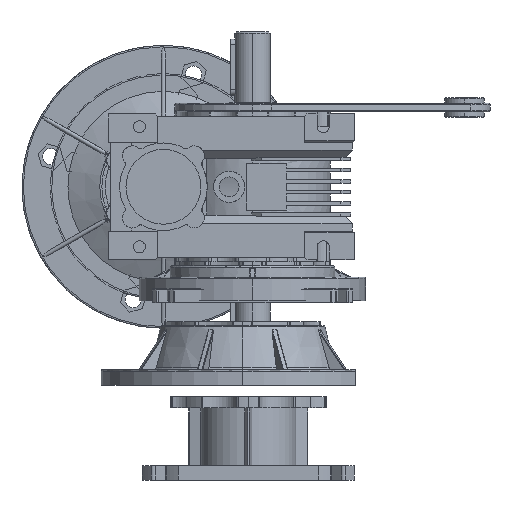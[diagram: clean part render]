
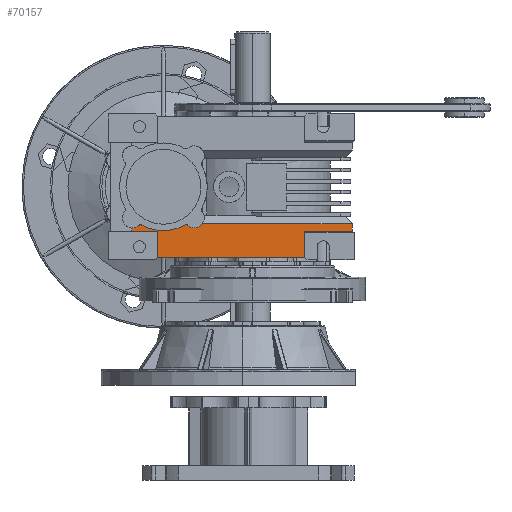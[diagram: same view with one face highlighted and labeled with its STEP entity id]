
A CAD part, left-side view. The second image highlights one B-rep face of the part: STEP entity #70157.
In plain terms, the highlighted planar face has unit normal (-1, 0, 0).
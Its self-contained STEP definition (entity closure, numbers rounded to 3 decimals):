
#330 = PLANE ( 'NONE',  #42865 ) ;
#589 = DIRECTION ( 'NONE',  ( 1., 0., 0. ) ) ;
#1116 = EDGE_CURVE ( 'NONE', #64121, #6671, #74473, .T. ) ;
#1218 = AXIS2_PLACEMENT_3D ( 'NONE', #84603, #63463, #29372 ) ;
#2161 = FACE_OUTER_BOUND ( 'NONE', #2359, .T. ) ;
#2359 = EDGE_LOOP ( 'NONE', ( #26629, #77261, #45000, #38412, #61139, #7732, #67362, #82825, #27196, #11484, #63927, #88645, #65574, #5734, #89719 ) ) ;
#3154 = CARTESIAN_POINT ( 'NONE',  ( -70.5, 45.595, -7.269 ) ) ;
#3919 = DIRECTION ( 'NONE',  ( 0., 0., -1. ) ) ;
#4230 = EDGE_CURVE ( 'NONE', #75104, #36256, #33325, .T. ) ;
#4426 = DIRECTION ( 'NONE',  ( 0., -1., 0. ) ) ;
#4928 = AXIS2_PLACEMENT_3D ( 'NONE', #7696, #84063, #77126 ) ;
#5558 = DIRECTION ( 'NONE',  ( 0., 0., 1. ) ) ;
#5734 = ORIENTED_EDGE ( 'NONE', *, *, #51658, .T. ) ;
#5890 = CARTESIAN_POINT ( 'NONE',  ( -70.5, 85.5, -11.5 ) ) ;
#6458 = DIRECTION ( 'NONE',  ( 0., 0., 1. ) ) ;
#6671 = VERTEX_POINT ( 'NONE', #83948 ) ;
#6739 = CARTESIAN_POINT ( 'NONE',  ( -70.5, 79.115, -8.798 ) ) ;
#7696 = CARTESIAN_POINT ( 'NONE',  ( -70.5, 46.885, -8.798 ) ) ;
#7732 = ORIENTED_EDGE ( 'NONE', *, *, #46378, .T. ) ;
#7876 = AXIS2_PLACEMENT_3D ( 'NONE', #71261, #85443, #29618 ) ;
#8878 = CARTESIAN_POINT ( 'NONE',  ( -70.5, -37., -11.5 ) ) ;
#10617 = VERTEX_POINT ( 'NONE', #50180 ) ;
#11484 = ORIENTED_EDGE ( 'NONE', *, *, #19849, .T. ) ;
#12914 = CARTESIAN_POINT ( 'NONE',  ( -70.5, 100.5, -30. ) ) ;
#15685 = AXIS2_PLACEMENT_3D ( 'NONE', #77709, #35791, #56826 ) ;
#18209 = LINE ( 'NONE', #31917, #85428 ) ;
#19849 = EDGE_CURVE ( 'NONE', #80116, #52871, #55064, .T. ) ;
#19864 = AXIS2_PLACEMENT_3D ( 'NONE', #6739, #75582, #5558 ) ;
#21486 = DIRECTION ( 'NONE',  ( 0., 0., 1. ) ) ;
#22555 = CARTESIAN_POINT ( 'NONE',  ( -70.5, -70.5, -11.5 ) ) ;
#23093 = CARTESIAN_POINT ( 'NONE',  ( -70.5, 67., -11.5 ) ) ;
#23491 = CIRCLE ( 'NONE', #24550, 7. ) ;
#24053 = VERTEX_POINT ( 'NONE', #71414 ) ;
#24550 = AXIS2_PLACEMENT_3D ( 'NONE', #61672, #61376, #6458 ) ;
#25467 = LINE ( 'NONE', #79701, #82969 ) ;
#26629 = ORIENTED_EDGE ( 'NONE', *, *, #78150, .T. ) ;
#27196 = ORIENTED_EDGE ( 'NONE', *, *, #81778, .T. ) ;
#29372 = DIRECTION ( 'NONE',  ( 0., 0., 1. ) ) ;
#29618 = DIRECTION ( 'NONE',  ( 0., 0., 1. ) ) ;
#31069 = VECTOR ( 'NONE', #61678, 1000. ) ;
#31138 = CARTESIAN_POINT ( 'NONE',  ( -70.5, 79.115, -6.798 ) ) ;
#31917 = CARTESIAN_POINT ( 'NONE',  ( -70.5, -70.5, -30. ) ) ;
#33325 = LINE ( 'NONE', #54702, #31069 ) ;
#34475 = VERTEX_POINT ( 'NONE', #66102 ) ;
#34845 = LINE ( 'NONE', #81719, #82669 ) ;
#34971 = CIRCLE ( 'NONE', #4928, 2. ) ;
#35123 = DIRECTION ( 'NONE',  ( 0., -1., 0. ) ) ;
#35791 = DIRECTION ( 'NONE',  ( 1., 0., 0. ) ) ;
#36256 = VERTEX_POINT ( 'NONE', #55583 ) ;
#37530 = VECTOR ( 'NONE', #46868, 1000. ) ;
#38412 = ORIENTED_EDGE ( 'NONE', *, *, #80130, .T. ) ;
#38450 = VECTOR ( 'NONE', #61124, 1000. ) ;
#39497 = DIRECTION ( 'NONE',  ( 0., 0., -1. ) ) ;
#39511 = VERTEX_POINT ( 'NONE', #31138 ) ;
#40602 = LINE ( 'NONE', #54453, #38450 ) ;
#42865 = AXIS2_PLACEMENT_3D ( 'NONE', #48250, #76751, #35123 ) ;
#44644 = CIRCLE ( 'NONE', #7876, 2. ) ;
#45000 = ORIENTED_EDGE ( 'NONE', *, *, #74836, .T. ) ;
#46378 = EDGE_CURVE ( 'NONE', #79871, #82403, #40602, .T. ) ;
#46868 = DIRECTION ( 'NONE',  ( 0., 1., 0. ) ) ;
#48250 = CARTESIAN_POINT ( 'NONE',  ( -70.5, 100.5, -30. ) ) ;
#49354 = CIRCLE ( 'NONE', #15685, 7. ) ;
#50180 = CARTESIAN_POINT ( 'NONE',  ( -70.5, 78.138, -7.052 ) ) ;
#50229 = CARTESIAN_POINT ( 'NONE',  ( -70.5, 80.405, -7.269 ) ) ;
#50542 = CIRCLE ( 'NONE', #1218, 2. ) ;
#51580 = LINE ( 'NONE', #60211, #75366 ) ;
#51658 = EDGE_CURVE ( 'NONE', #76963, #34475, #50542, .T. ) ;
#52871 = VERTEX_POINT ( 'NONE', #22555 ) ;
#52988 = CARTESIAN_POINT ( 'NONE',  ( -70.5, 100.5, -11.5 ) ) ;
#54453 = CARTESIAN_POINT ( 'NONE',  ( -70.5, 100.5, -11.5 ) ) ;
#54525 = EDGE_CURVE ( 'NONE', #10617, #39511, #44644, .T. ) ;
#54602 = CIRCLE ( 'NONE', #63772, 31. ) ;
#54702 = CARTESIAN_POINT ( 'NONE',  ( -70.5, 100.5, -6. ) ) ;
#55064 = LINE ( 'NONE', #52988, #89676 ) ;
#55583 = CARTESIAN_POINT ( 'NONE',  ( -70.5, 35.391, -6. ) ) ;
#56120 = CARTESIAN_POINT ( 'NONE',  ( -70.5, -70.5, -6. ) ) ;
#56826 = DIRECTION ( 'NONE',  ( 0., 0., 1. ) ) ;
#60211 = CARTESIAN_POINT ( 'NONE',  ( -70.5, 85.5, -30. ) ) ;
#61124 = DIRECTION ( 'NONE',  ( 0., -1., 0. ) ) ;
#61139 = ORIENTED_EDGE ( 'NONE', *, *, #76700, .T. ) ;
#61376 = DIRECTION ( 'NONE',  ( 1., 0., 0. ) ) ;
#61672 = CARTESIAN_POINT ( 'NONE',  ( -70.5, 41.08, -1.92 ) ) ;
#61678 = DIRECTION ( 'NONE',  ( 0., 1., 0. ) ) ;
#63463 = DIRECTION ( 'NONE',  ( -1., 0., 0. ) ) ;
#63772 = AXIS2_PLACEMENT_3D ( 'NONE', #70326, #589, #21486 ) ;
#63927 = ORIENTED_EDGE ( 'NONE', *, *, #73447, .T. ) ;
#64121 = VERTEX_POINT ( 'NONE', #76498 ) ;
#65574 = ORIENTED_EDGE ( 'NONE', *, *, #74753, .T. ) ;
#66102 = CARTESIAN_POINT ( 'NONE',  ( -70.5, 46.885, -6.798 ) ) ;
#67237 = EDGE_CURVE ( 'NONE', #34475, #82608, #34971, .T. ) ;
#67362 = ORIENTED_EDGE ( 'NONE', *, *, #75405, .T. ) ;
#70157 = ADVANCED_FACE ( 'NONE', ( #2161 ), #330, .T. ) ;
#70326 = CARTESIAN_POINT ( 'NONE',  ( -70.5, 63., 20. ) ) ;
#71261 = CARTESIAN_POINT ( 'NONE',  ( -70.5, 79.115, -8.798 ) ) ;
#71414 = CARTESIAN_POINT ( 'NONE',  ( -70.5, 85.5, -8.896 ) ) ;
#73447 = EDGE_CURVE ( 'NONE', #52871, #75104, #18209, .T. ) ;
#74473 = LINE ( 'NONE', #12914, #37530 ) ;
#74753 = EDGE_CURVE ( 'NONE', #36256, #76963, #23491, .T. ) ;
#74836 = EDGE_CURVE ( 'NONE', #39511, #88636, #88492, .T. ) ;
#75104 = VERTEX_POINT ( 'NONE', #56120 ) ;
#75366 = VECTOR ( 'NONE', #39497, 1000. ) ;
#75405 = EDGE_CURVE ( 'NONE', #82403, #6671, #25467, .T. ) ;
#75582 = DIRECTION ( 'NONE',  ( -1., 0., 0. ) ) ;
#75670 = DIRECTION ( 'NONE',  ( 0., 0., 1. ) ) ;
#76498 = CARTESIAN_POINT ( 'NONE',  ( -70.5, -37., -30. ) ) ;
#76700 = EDGE_CURVE ( 'NONE', #24053, #79871, #51580, .T. ) ;
#76751 = DIRECTION ( 'NONE',  ( -1., 0., 0. ) ) ;
#76963 = VERTEX_POINT ( 'NONE', #3154 ) ;
#77126 = DIRECTION ( 'NONE',  ( 0., 0., 1. ) ) ;
#77261 = ORIENTED_EDGE ( 'NONE', *, *, #54525, .T. ) ;
#77709 = CARTESIAN_POINT ( 'NONE',  ( -70.5, 84.92, -1.92 ) ) ;
#78150 = EDGE_CURVE ( 'NONE', #82608, #10617, #54602, .T. ) ;
#79701 = CARTESIAN_POINT ( 'NONE',  ( -70.5, 67., -30. ) ) ;
#79871 = VERTEX_POINT ( 'NONE', #5890 ) ;
#80116 = VERTEX_POINT ( 'NONE', #8878 ) ;
#80130 = EDGE_CURVE ( 'NONE', #88636, #24053, #49354, .T. ) ;
#80464 = DIRECTION ( 'NONE',  ( 0., 0., 1. ) ) ;
#81719 = CARTESIAN_POINT ( 'NONE',  ( -70.5, -37., -30. ) ) ;
#81778 = EDGE_CURVE ( 'NONE', #64121, #80116, #34845, .T. ) ;
#82403 = VERTEX_POINT ( 'NONE', #23093 ) ;
#82608 = VERTEX_POINT ( 'NONE', #86714 ) ;
#82669 = VECTOR ( 'NONE', #75670, 1000. ) ;
#82825 = ORIENTED_EDGE ( 'NONE', *, *, #1116, .F. ) ;
#82969 = VECTOR ( 'NONE', #3919, 1000. ) ;
#83948 = CARTESIAN_POINT ( 'NONE',  ( -70.5, 67., -30. ) ) ;
#84063 = DIRECTION ( 'NONE',  ( -1., 0., 0. ) ) ;
#84603 = CARTESIAN_POINT ( 'NONE',  ( -70.5, 46.885, -8.798 ) ) ;
#85428 = VECTOR ( 'NONE', #80464, 1000. ) ;
#85443 = DIRECTION ( 'NONE',  ( -1., 0., 0. ) ) ;
#86714 = CARTESIAN_POINT ( 'NONE',  ( -70.5, 47.862, -7.052 ) ) ;
#88492 = CIRCLE ( 'NONE', #19864, 2. ) ;
#88636 = VERTEX_POINT ( 'NONE', #50229 ) ;
#88645 = ORIENTED_EDGE ( 'NONE', *, *, #4230, .T. ) ;
#89676 = VECTOR ( 'NONE', #4426, 1000. ) ;
#89719 = ORIENTED_EDGE ( 'NONE', *, *, #67237, .T. ) ;
